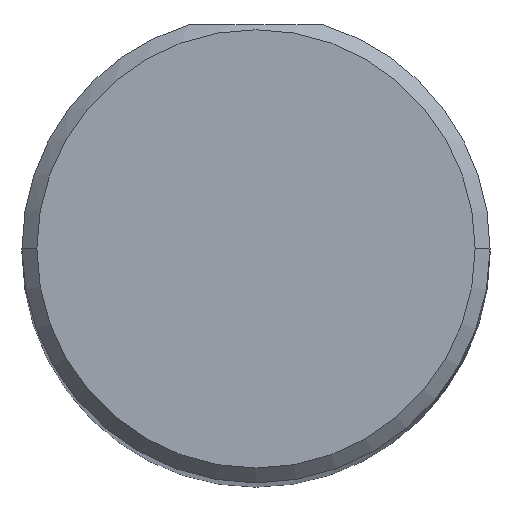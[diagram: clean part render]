
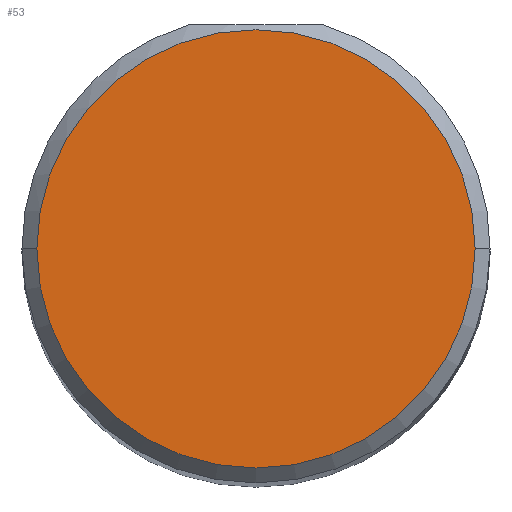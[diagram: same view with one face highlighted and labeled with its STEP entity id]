
A CAD part, top view. The second image highlights one B-rep face of the part: STEP entity #53.
In plain terms, the highlighted planar face has unit normal (0, 0, 1).
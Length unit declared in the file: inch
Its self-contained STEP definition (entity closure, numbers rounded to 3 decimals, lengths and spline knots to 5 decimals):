
#13 = AXIS2_PLACEMENT_3D ( 'NONE', #103, #138, #499 ) ;
#52 = DIRECTION ( 'NONE',  ( 1., 0., 0. ) ) ;
#53 = ADVANCED_FACE ( 'NONE', ( #366 ), #290, .T. ) ;
#74 = CARTESIAN_POINT ( 'NONE',  ( 0.22122, 0., 3.26772 ) ) ;
#75 = VERTEX_POINT ( 'NONE', #405 ) ;
#79 = CIRCLE ( 'NONE', #106, 0.22122 ) ;
#102 = ORIENTED_EDGE ( 'NONE', *, *, #254, .T. ) ;
#103 = CARTESIAN_POINT ( 'NONE',  ( 0., 0., 3.26772 ) ) ;
#106 = AXIS2_PLACEMENT_3D ( 'NONE', #339, #506, #52 ) ;
#138 = DIRECTION ( 'NONE',  ( 0., 0., 1. ) ) ;
#230 = ORIENTED_EDGE ( 'NONE', *, *, #245, .T. ) ;
#236 = CIRCLE ( 'NONE', #13, 0.22122 ) ;
#245 = EDGE_CURVE ( 'NONE', #301, #75, #236, .T. ) ;
#254 = EDGE_CURVE ( 'NONE', #75, #301, #79, .T. ) ;
#290 = PLANE ( 'NONE',  #453 ) ;
#301 = VERTEX_POINT ( 'NONE', #74 ) ;
#320 = EDGE_LOOP ( 'NONE', ( #102, #230 ) ) ;
#339 = CARTESIAN_POINT ( 'NONE',  ( 0., 0., 3.26772 ) ) ;
#366 = FACE_OUTER_BOUND ( 'NONE', #320, .T. ) ;
#405 = CARTESIAN_POINT ( 'NONE',  ( -0.22122, 0., 3.26772 ) ) ;
#409 = DIRECTION ( 'NONE',  ( 0., 0., 1. ) ) ;
#440 = CARTESIAN_POINT ( 'NONE',  ( 0., 0., 3.26772 ) ) ;
#453 = AXIS2_PLACEMENT_3D ( 'NONE', #440, #409, #527 ) ;
#499 = DIRECTION ( 'NONE',  ( 1., 0., 0. ) ) ;
#506 = DIRECTION ( 'NONE',  ( 0., 0., 1. ) ) ;
#527 = DIRECTION ( 'NONE',  ( 1., 0., 0. ) ) ;
